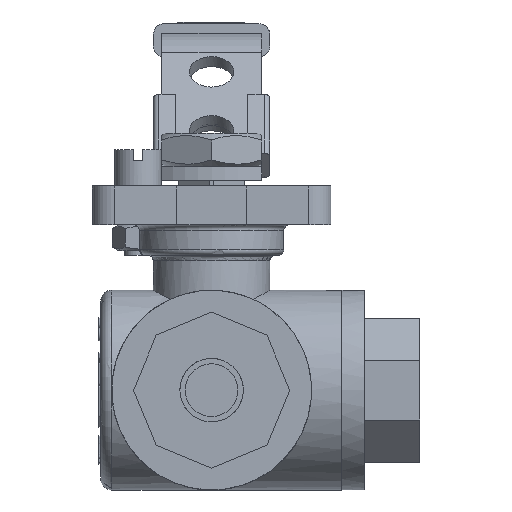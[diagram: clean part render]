
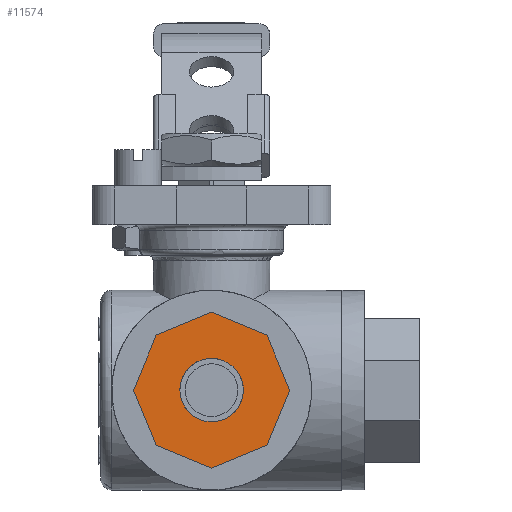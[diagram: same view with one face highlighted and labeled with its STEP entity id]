
A CAD part, left-side view. The second image highlights one B-rep face of the part: STEP entity #11574.
In plain terms, the highlighted planar face has unit normal (-1, 0, 0).
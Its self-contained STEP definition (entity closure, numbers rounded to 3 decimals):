
#10883=CARTESIAN_POINT('',(-37.5,2.19,-7.975));
#10884=VERTEX_POINT('',#10883);
#10893=CARTESIAN_POINT('',(-37.5,-2.19,2.599));
#10894=VERTEX_POINT('',#10893);
#10895=CARTESIAN_POINT('',(-37.5,-0.,-2.688));
#10896=DIRECTION('',(1.,0.,-0.));
#10897=DIRECTION('',(-0.,0.383,-0.924));
#10898=AXIS2_PLACEMENT_3D('',#10895,#10896,#10897);
#10899=CIRCLE('',#10898,5.723);
#10900=EDGE_CURVE('',#10894,#10884,#10899,.T.);
#10902=CARTESIAN_POINT('',(-37.5,-0.,-2.688));
#10903=DIRECTION('',(1.,0.,-0.));
#10904=DIRECTION('',(-0.,0.383,-0.924));
#10905=AXIS2_PLACEMENT_3D('',#10902,#10903,#10904);
#10906=CIRCLE('',#10905,5.723);
#10907=EDGE_CURVE('',#10884,#10894,#10906,.T.);
#11322=CARTESIAN_POINT('',(-37.5,-0.,-16.759));
#11323=VERTEX_POINT('',#11322);
#11330=CARTESIAN_POINT('',(-37.5,9.95,-12.638));
#11331=VERTEX_POINT('',#11330);
#11332=CARTESIAN_POINT('',(-37.5,9.95,-12.638));
#11333=DIRECTION('',(0.,-0.924,-0.383));
#11334=VECTOR('',#11333,10.77);
#11335=LINE('',#11332,#11334);
#11336=EDGE_CURVE('',#11331,#11323,#11335,.T.);
#11361=CARTESIAN_POINT('',(-37.5,14.071,-2.688));
#11362=VERTEX_POINT('',#11361);
#11363=CARTESIAN_POINT('',(-37.5,14.071,-2.688));
#11364=DIRECTION('',(0.,-0.383,-0.924));
#11365=VECTOR('',#11364,10.77);
#11366=LINE('',#11363,#11365);
#11367=EDGE_CURVE('',#11362,#11331,#11366,.T.);
#11392=CARTESIAN_POINT('',(-37.5,9.95,7.262));
#11393=VERTEX_POINT('',#11392);
#11394=CARTESIAN_POINT('',(-37.5,9.95,7.262));
#11395=DIRECTION('',(-0.,0.383,-0.924));
#11396=VECTOR('',#11395,10.77);
#11397=LINE('',#11394,#11396);
#11398=EDGE_CURVE('',#11393,#11362,#11397,.T.);
#11423=CARTESIAN_POINT('',(-37.5,-0.,11.383));
#11424=VERTEX_POINT('',#11423);
#11425=CARTESIAN_POINT('',(-37.5,-0.,11.383));
#11426=DIRECTION('',(-0.,0.924,-0.383));
#11427=VECTOR('',#11426,10.77);
#11428=LINE('',#11425,#11427);
#11429=EDGE_CURVE('',#11424,#11393,#11428,.T.);
#11454=CARTESIAN_POINT('',(-37.5,-9.95,7.262));
#11455=VERTEX_POINT('',#11454);
#11456=CARTESIAN_POINT('',(-37.5,-9.95,7.262));
#11457=DIRECTION('',(-0.,0.924,0.383));
#11458=VECTOR('',#11457,10.77);
#11459=LINE('',#11456,#11458);
#11460=EDGE_CURVE('',#11455,#11424,#11459,.T.);
#11485=CARTESIAN_POINT('',(-37.5,-14.071,-2.688));
#11486=VERTEX_POINT('',#11485);
#11487=CARTESIAN_POINT('',(-37.5,-14.071,-2.688));
#11488=DIRECTION('',(-0.,0.383,0.924));
#11489=VECTOR('',#11488,10.77);
#11490=LINE('',#11487,#11489);
#11491=EDGE_CURVE('',#11486,#11455,#11490,.T.);
#11516=CARTESIAN_POINT('',(-37.5,-9.95,-12.638));
#11517=VERTEX_POINT('',#11516);
#11518=CARTESIAN_POINT('',(-37.5,-9.95,-12.638));
#11519=DIRECTION('',(0.,-0.383,0.924));
#11520=VECTOR('',#11519,10.77);
#11521=LINE('',#11518,#11520);
#11522=EDGE_CURVE('',#11517,#11486,#11521,.T.);
#11545=CARTESIAN_POINT('',(-37.5,-0.,-16.759));
#11546=DIRECTION('',(0.,-0.924,0.383));
#11547=VECTOR('',#11546,10.77);
#11548=LINE('',#11545,#11547);
#11549=EDGE_CURVE('',#11323,#11517,#11548,.T.);
#11555=CARTESIAN_POINT('',(-37.5,-0.,-2.688));
#11556=DIRECTION('',(-1.,-0.,0.));
#11557=DIRECTION('',(-0.,0.383,-0.924));
#11558=AXIS2_PLACEMENT_3D('',#11555,#11556,#11557);
#11559=PLANE('',#11558);
#11560=ORIENTED_EDGE('',*,*,#11549,.T.);
#11561=ORIENTED_EDGE('',*,*,#11522,.T.);
#11562=ORIENTED_EDGE('',*,*,#11491,.T.);
#11563=ORIENTED_EDGE('',*,*,#11460,.T.);
#11564=ORIENTED_EDGE('',*,*,#11429,.T.);
#11565=ORIENTED_EDGE('',*,*,#11398,.T.);
#11566=ORIENTED_EDGE('',*,*,#11367,.T.);
#11567=ORIENTED_EDGE('',*,*,#11336,.T.);
#11568=EDGE_LOOP('',(#11560,#11561,#11562,#11563,#11564,#11565,#11566,#11567));
#11569=FACE_BOUND('',#11568,.T.);
#11570=ORIENTED_EDGE('',*,*,#10907,.T.);
#11571=ORIENTED_EDGE('',*,*,#10900,.T.);
#11572=EDGE_LOOP('',(#11570,#11571));
#11573=FACE_BOUND('',#11572,.T.);
#11574=ADVANCED_FACE('',(#11569,#11573),#11559,.T.);
